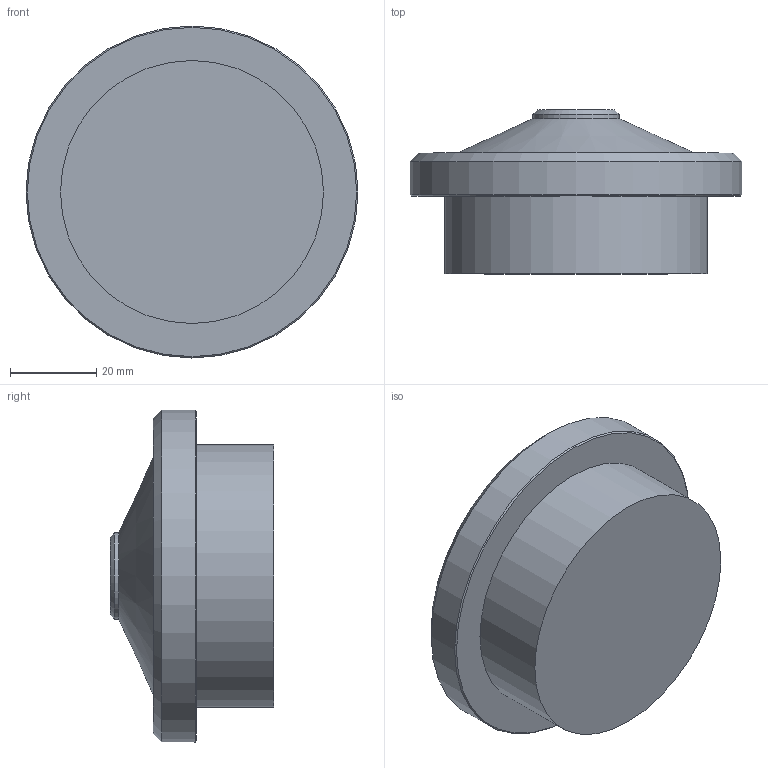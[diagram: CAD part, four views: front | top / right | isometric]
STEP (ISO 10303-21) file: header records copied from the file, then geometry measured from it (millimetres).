
FILE_DESCRIPTION(/* description */ (''),/* implementation_level */ '2;1');
FILE_NAME(/* name */ 'vpd63epdm20.stp',/* time_stamp */ '2022-01-07T13:42:02+01:00',/* author */ ('enginyeria'),/* organization */ (''),/* preprocessor_version */ 'ST-DEVELOPER v17.2',/* originating_system */ 'Autodesk Inventor 2019',/* authorisation */ '');
FILE_SCHEMA (('AUTOMOTIVE_DESIGN { 1 0 10303 214 3 1 1 }'));
Length unit declared in the file: millimetre
Products named in the file (1): Pieza16
Bounding box: 77 x 38 x 77 mm (x, y, z)
Volume: 107724 mm3; surface area: 15492.5 mm2
Topology: 1 solids, 1 shells, 14 faces, 34 edges, 25 vertices
Faces by surface type: cone 5, plane 5, cylinder 4
Full cylindrical faces by diameter (mm): 11.445 x1, 20 x1, 61 x1, 77 x1
Entity records: 521 total; most frequent: DIRECTION 89, CARTESIAN_POINT 74, ORIENTED_EDGE 68, AXIS2_PLACEMENT_3D 40, EDGE_CURVE 34, CIRCLE 25, VERTEX_POINT 25, EDGE_LOOP 17
